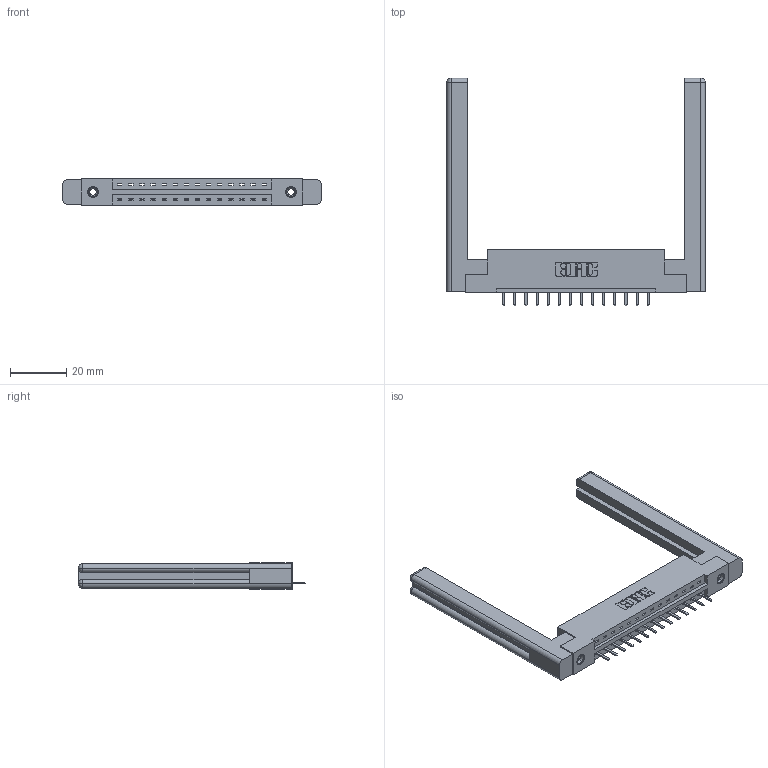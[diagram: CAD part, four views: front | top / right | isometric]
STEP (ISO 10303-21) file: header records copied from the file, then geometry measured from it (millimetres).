
FILE_DESCRIPTION (( 'STEP AP203' ), '1' );
FILE_NAME ('387-014-520-158.STEP', '2019-10-02T14:59:53', ( '' ), ( '' ), 'SwSTEP 2.0', 'SolidWorks 2016', '' );
FILE_SCHEMA (( 'CONFIG_CONTROL_DESIGN' ));
Length unit declared in the file: inch
Products named in the file (5): 345-292-001_345-293-120; 345-250-001_345-250-001-102; 387-014-520-158; 307-220-058; 337 Part_Flush Mounting Lugs - 0.156 Dia-TI
Assembly tree (19 placements, depth 2):
  387-014-520-158
    337 Part_Flush Mounting Lugs - 0.156 Dia-TI
    345-292-001_345-293-120  x14
    345-250-001_345-250-001-102  x2
    307-220-058  x2
Bounding box: 92.1 x 81.11 x 9.4 mm (x, y, z)
Volume: 16343.8 mm3; surface area: 14400.5 mm2
Topology: 19 solids, 19 shells, 1180 faces, 3409 edges, 2222 vertices
Faces by surface type: plane 826, cylinder 330, cone 12, torus 12
Entity records: 16776 total; most frequent: CARTESIAN_POINT 2931, ORIENTED_EDGE 2808, DIRECTION 2532, EDGE_CURVE 1404, LINE 1224, VECTOR 1224, VERTEX_POINT 926, AXIS2_PLACEMENT_3D 654
